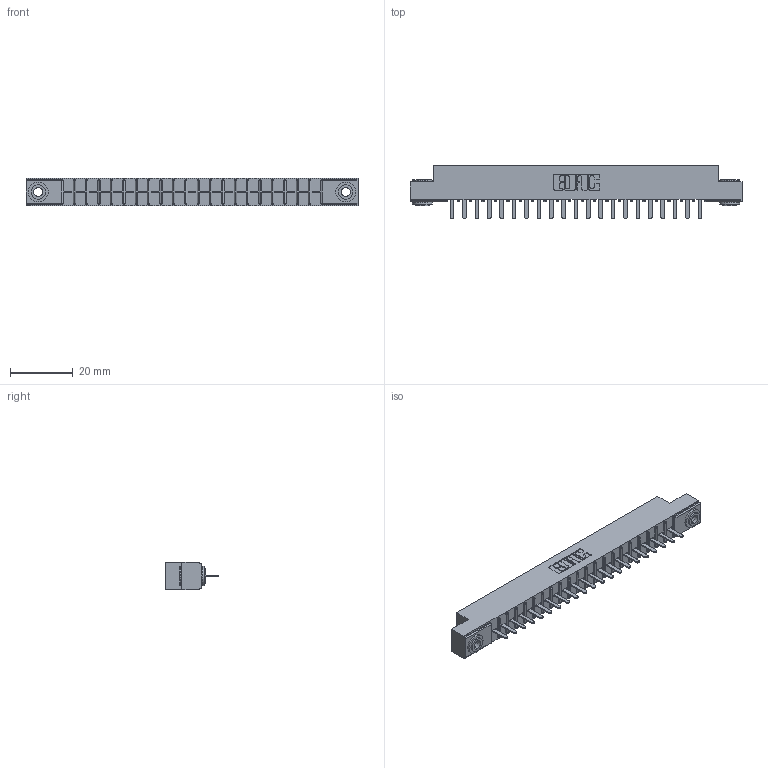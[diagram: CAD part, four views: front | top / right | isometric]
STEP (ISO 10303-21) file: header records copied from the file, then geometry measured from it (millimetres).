
FILE_DESCRIPTION (( 'STEP AP203' ), '1' );
FILE_NAME ('356-021-420-103.STEP', '2020-09-23T14:53:09', ( '' ), ( '' ), 'SwSTEP 2.0', 'SolidWorks 2020', '' );
FILE_SCHEMA (( 'CONFIG_CONTROL_DESIGN' ));
Length unit declared in the file: inch
Products named in the file (4): 306-290-001_120; 345-250-002_345-250-002-102; 306 Part_.156 Dia; 356-021-420-103
Assembly tree (24 placements, depth 2):
  356-021-420-103
    306 Part_.156 Dia
    306-290-001_120  x21
    345-250-002_345-250-002-102  x2
Bounding box: 106.22 x 17.12 x 8.71 mm (x, y, z)
Volume: 7260.7 mm3; surface area: 10967.9 mm2
Topology: 24 solids, 24 shells, 1638 faces, 4565 edges, 2926 vertices
Faces by surface type: plane 1079, cylinder 467, sphere 84, cone 8
Entity records: 23325 total; most frequent: CARTESIAN_POINT 3891, DIRECTION 3853, ORIENTED_EDGE 3846, EDGE_CURVE 1923, LINE 1485, VECTOR 1485, VERTEX_POINT 1222, AXIS2_PLACEMENT_3D 1184
